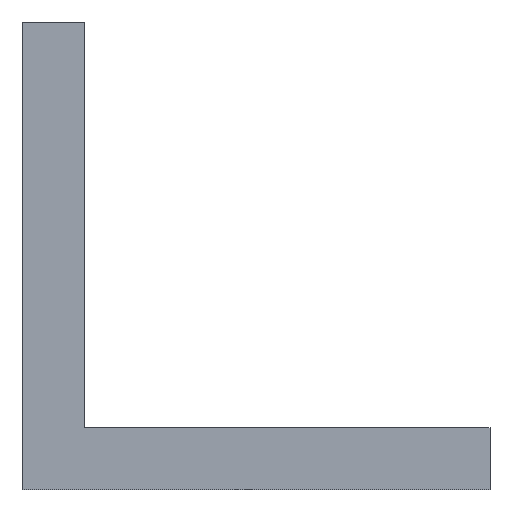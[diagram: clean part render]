
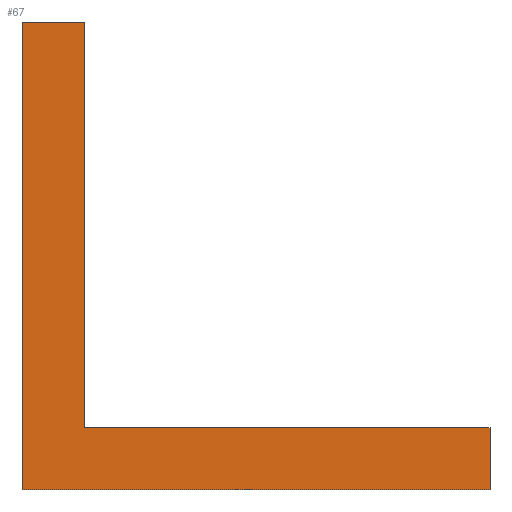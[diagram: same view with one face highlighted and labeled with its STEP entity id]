
A CAD part, left-side view. The second image highlights one B-rep face of the part: STEP entity #67.
In plain terms, the highlighted planar face has unit normal (-1, 0, 0).
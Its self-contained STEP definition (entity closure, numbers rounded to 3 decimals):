
#67=ADVANCED_FACE('',(#169),#170,.T.);
#169=FACE_OUTER_BOUND('',#311,.T.);
#170=PLANE('',#312);
#311=EDGE_LOOP('',(#447,#448,#449,#450,#451,#452));
#312=AXIS2_PLACEMENT_3D('',#453,#454,#455);
#447=ORIENTED_EDGE('',*,*,#816,.F.);
#448=ORIENTED_EDGE('',*,*,#817,.F.);
#449=ORIENTED_EDGE('',*,*,#818,.F.);
#450=ORIENTED_EDGE('',*,*,#819,.F.);
#451=ORIENTED_EDGE('',*,*,#820,.F.);
#452=ORIENTED_EDGE('',*,*,#821,.F.);
#453=CARTESIAN_POINT('',(-27.0,239.422,-103.593));
#454=DIRECTION('',(-1.0,0.0,0.0));
#455=DIRECTION('',(0.0,-1.0,0.0));
#816=EDGE_CURVE('',#959,#960,#961,.T.);
#817=EDGE_CURVE('',#962,#959,#963,.T.);
#818=EDGE_CURVE('',#964,#962,#965,.T.);
#819=EDGE_CURVE('',#966,#964,#967,.T.);
#820=EDGE_CURVE('',#968,#966,#969,.T.);
#821=EDGE_CURVE('',#960,#968,#970,.T.);
#959=VERTEX_POINT('',#1162);
#960=VERTEX_POINT('',#1163);
#961=LINE('',#1164,#1165);
#962=VERTEX_POINT('',#1166);
#963=LINE('',#1167,#1168);
#964=VERTEX_POINT('',#1169);
#965=LINE('',#1170,#1171);
#966=VERTEX_POINT('',#1172);
#967=LINE('',#1173,#1174);
#968=VERTEX_POINT('',#1175);
#969=LINE('',#1176,#1177);
#970=LINE('',#1178,#1179);
#1162=CARTESIAN_POINT('',(-27.0,149.422,-103.593));
#1163=CARTESIAN_POINT('',(-27.0,239.422,-103.593));
#1164=CARTESIAN_POINT('',(-27.0,149.422,-103.593));
#1165=VECTOR('',#1424,1.0);
#1166=CARTESIAN_POINT('',(-27.0,149.422,-91.593));
#1167=CARTESIAN_POINT('',(-27.0,149.422,-91.593));
#1168=VECTOR('',#1425,1.0);
#1169=CARTESIAN_POINT('',(-27.0,227.422,-91.593));
#1170=CARTESIAN_POINT('',(-27.0,227.422,-91.593));
#1171=VECTOR('',#1426,1.0);
#1172=CARTESIAN_POINT('',(-27.0,227.422,-13.593));
#1173=CARTESIAN_POINT('',(-27.0,227.422,-13.593));
#1174=VECTOR('',#1427,1.0);
#1175=CARTESIAN_POINT('',(-27.0,239.422,-13.593));
#1176=CARTESIAN_POINT('',(-27.0,239.422,-13.593));
#1177=VECTOR('',#1428,1.0);
#1178=CARTESIAN_POINT('',(-27.0,239.422,-103.593));
#1179=VECTOR('',#1429,1.0);
#1424=DIRECTION('',(0.0,1.0,0.0));
#1425=DIRECTION('',(0.0,0.0,-1.0));
#1426=DIRECTION('',(0.0,-1.0,0.0));
#1427=DIRECTION('',(0.0,0.0,-1.0));
#1428=DIRECTION('',(0.0,-1.0,0.0));
#1429=DIRECTION('',(0.0,0.0,1.0));
